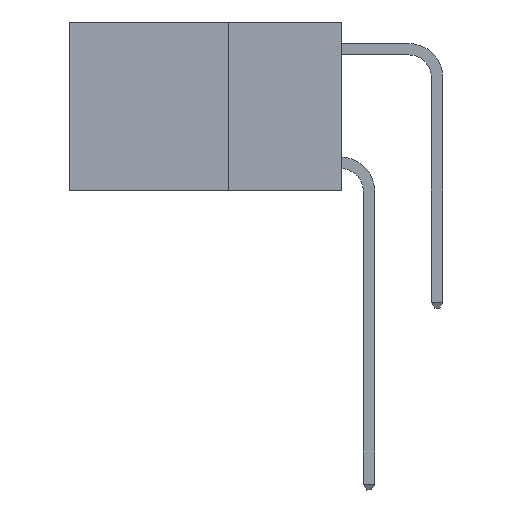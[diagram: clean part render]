
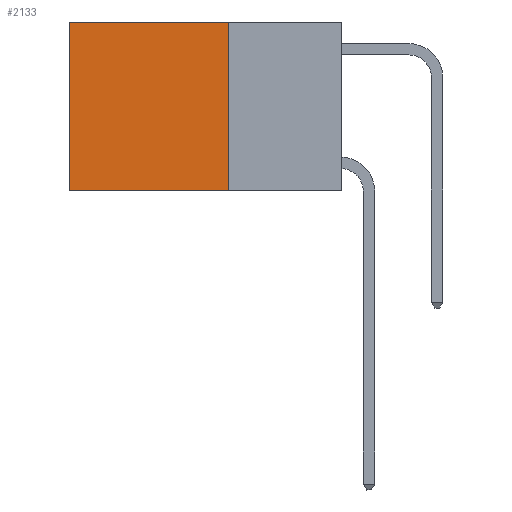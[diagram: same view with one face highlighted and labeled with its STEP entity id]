
A CAD part, left-side view. The second image highlights one B-rep face of the part: STEP entity #2133.
In plain terms, the highlighted planar face has unit normal (-1, 0, 0).
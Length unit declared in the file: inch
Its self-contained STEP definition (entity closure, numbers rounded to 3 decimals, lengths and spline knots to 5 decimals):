
#870 = DIRECTION ( 'NONE',  ( 0., 0., -1. ) ) ;
#1188 = EDGE_CURVE ( 'NONE', #9854, #4326, #10333, .T. ) ;
#1509 = VECTOR ( 'NONE', #3272, 39.37008 ) ;
#1598 = EDGE_LOOP ( 'NONE', ( #9340, #2428, #7484, #6457 ) ) ;
#1943 = VERTEX_POINT ( 'NONE', #3949 ) ;
#2005 = EDGE_CURVE ( 'NONE', #9854, #1943, #10166, .T. ) ;
#2133 = ADVANCED_FACE ( 'NONE', ( #11095 ), #2473, .F. ) ;
#2392 = CARTESIAN_POINT ( 'NONE',  ( 0.2625, 0.25, -0.37 ) ) ;
#2428 = ORIENTED_EDGE ( 'NONE', *, *, #9951, .F. ) ;
#2473 = PLANE ( 'NONE',  #8110 ) ;
#2704 = CARTESIAN_POINT ( 'NONE',  ( 0.2625, 0.25, -0.37 ) ) ;
#3272 = DIRECTION ( 'NONE',  ( 0., 1., 0. ) ) ;
#3305 = VERTEX_POINT ( 'NONE', #7596 ) ;
#3351 = DIRECTION ( 'NONE',  ( 1., 0., 0. ) ) ;
#3882 = VECTOR ( 'NONE', #6379, 39.37008 ) ;
#3949 = CARTESIAN_POINT ( 'NONE',  ( 0.2625, 0.6, 0. ) ) ;
#4029 = CARTESIAN_POINT ( 'NONE',  ( 0.2625, 0.25, 0. ) ) ;
#4326 = VERTEX_POINT ( 'NONE', #2704 ) ;
#4636 = CARTESIAN_POINT ( 'NONE',  ( 0.2625, 0.6, 0. ) ) ;
#4958 = DIRECTION ( 'NONE',  ( 0., 1., 0. ) ) ;
#5460 = VECTOR ( 'NONE', #4958, 39.37008 ) ;
#6379 = DIRECTION ( 'NONE',  ( 0., 0., -1. ) ) ;
#6457 = ORIENTED_EDGE ( 'NONE', *, *, #2005, .T. ) ;
#6846 = CARTESIAN_POINT ( 'NONE',  ( 0.2625, 0.25, 0. ) ) ;
#7484 = ORIENTED_EDGE ( 'NONE', *, *, #1188, .F. ) ;
#7596 = CARTESIAN_POINT ( 'NONE',  ( 0.2625, 0.6, -0.37 ) ) ;
#8110 = AXIS2_PLACEMENT_3D ( 'NONE', #6846, #3351, #9529 ) ;
#8410 = CARTESIAN_POINT ( 'NONE',  ( 0.2625, 0.25, 0. ) ) ;
#8592 = LINE ( 'NONE', #2392, #1509 ) ;
#8865 = EDGE_CURVE ( 'NONE', #1943, #3305, #10908, .T. ) ;
#9340 = ORIENTED_EDGE ( 'NONE', *, *, #8865, .T. ) ;
#9529 = DIRECTION ( 'NONE',  ( 0., 0., -1. ) ) ;
#9854 = VERTEX_POINT ( 'NONE', #8410 ) ;
#9951 = EDGE_CURVE ( 'NONE', #4326, #3305, #8592, .T. ) ;
#10058 = VECTOR ( 'NONE', #870, 39.37008 ) ;
#10082 = CARTESIAN_POINT ( 'NONE',  ( 0.2625, 0.25, 0. ) ) ;
#10166 = LINE ( 'NONE', #4029, #5460 ) ;
#10333 = LINE ( 'NONE', #10082, #10058 ) ;
#10908 = LINE ( 'NONE', #4636, #3882 ) ;
#11095 = FACE_OUTER_BOUND ( 'NONE', #1598, .T. ) ;
